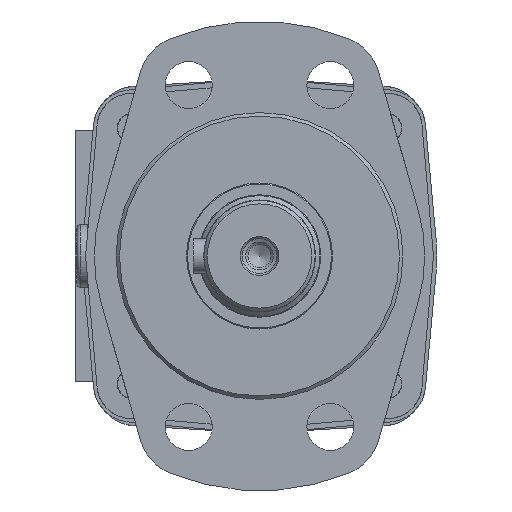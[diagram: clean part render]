
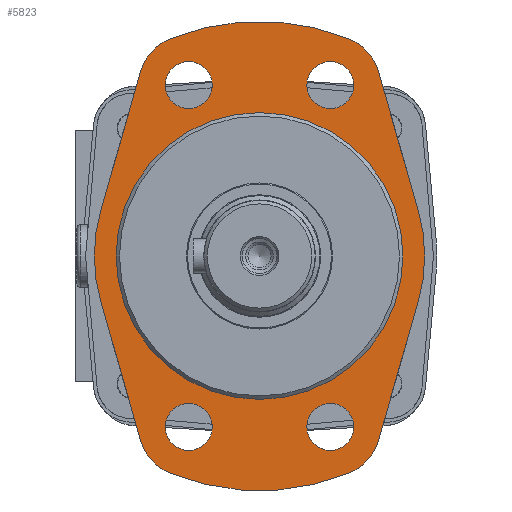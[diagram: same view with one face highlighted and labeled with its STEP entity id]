
A CAD part, left-side view. The second image highlights one B-rep face of the part: STEP entity #5823.
In plain terms, the highlighted planar face has unit normal (-1, 0, 0).
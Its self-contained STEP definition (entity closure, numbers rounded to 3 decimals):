
#302=PLANE('',#6656);
#377=FACE_BOUND('',#1085,.T.);
#378=FACE_BOUND('',#1086,.T.);
#379=FACE_BOUND('',#1087,.T.);
#380=FACE_BOUND('',#1088,.T.);
#381=FACE_BOUND('',#1089,.T.);
#706=FACE_OUTER_BOUND('',#1084,.T.);
#1084=EDGE_LOOP('',(#5124,#5125,#5126,#5127,#5128,#5129,#5130,#5131,#5132,
#5133,#5134,#5135));
#1085=EDGE_LOOP('',(#5136));
#1086=EDGE_LOOP('',(#5137));
#1087=EDGE_LOOP('',(#5138));
#1088=EDGE_LOOP('',(#5139));
#1089=EDGE_LOOP('',(#5140));
#1484=LINE('',#10284,#1895);
#1493=LINE('',#10307,#1904);
#1504=LINE('',#10334,#1915);
#1513=LINE('',#10357,#1924);
#1895=VECTOR('',#8125,1000.);
#1904=VECTOR('',#8136,1000.);
#1915=VECTOR('',#8149,1000.);
#1924=VECTOR('',#8160,1000.);
#2246=CIRCLE('',#6631,14.5);
#2248=CIRCLE('',#6634,67.5);
#2250=CIRCLE('',#6637,14.5);
#2252=CIRCLE('',#6640,47.5);
#2254=CIRCLE('',#6643,14.5);
#2255=CIRCLE('',#6645,67.5);
#2256=CIRCLE('',#6647,14.5);
#2257=CIRCLE('',#6649,47.5);
#2263=CIRCLE('',#6657,41.25);
#2264=CIRCLE('',#6658,6.75);
#2265=CIRCLE('',#6659,6.75);
#2266=CIRCLE('',#6660,6.75);
#2267=CIRCLE('',#6661,6.75);
#2748=VERTEX_POINT('',#10281);
#2749=VERTEX_POINT('',#10283);
#2758=VERTEX_POINT('',#10304);
#2759=VERTEX_POINT('',#10306);
#2770=VERTEX_POINT('',#10331);
#2771=VERTEX_POINT('',#10333);
#2780=VERTEX_POINT('',#10354);
#2781=VERTEX_POINT('',#10356);
#2828=VERTEX_POINT('',#10566);
#2830=VERTEX_POINT('',#10572);
#2832=VERTEX_POINT('',#10584);
#2833=VERTEX_POINT('',#10588);
#2836=VERTEX_POINT('',#10604);
#2837=VERTEX_POINT('',#10606);
#2838=VERTEX_POINT('',#10608);
#2839=VERTEX_POINT('',#10610);
#2840=VERTEX_POINT('',#10612);
#3517=EDGE_CURVE('',#2748,#2749,#1484,.T.);
#3527=EDGE_CURVE('',#2758,#2759,#1493,.T.);
#3539=EDGE_CURVE('',#2770,#2771,#1504,.T.);
#3549=EDGE_CURVE('',#2780,#2781,#1513,.T.);
#3608=EDGE_CURVE('',#2781,#2828,#2246,.T.);
#3611=EDGE_CURVE('',#2828,#2830,#2248,.T.);
#3614=EDGE_CURVE('',#2830,#2748,#2250,.T.);
#3616=EDGE_CURVE('',#2749,#2758,#2252,.T.);
#3618=EDGE_CURVE('',#2759,#2832,#2254,.T.);
#3620=EDGE_CURVE('',#2832,#2833,#2255,.T.);
#3622=EDGE_CURVE('',#2833,#2770,#2256,.T.);
#3623=EDGE_CURVE('',#2771,#2780,#2257,.T.);
#3629=EDGE_CURVE('',#2836,#2836,#2263,.F.);
#3630=EDGE_CURVE('',#2837,#2837,#2264,.T.);
#3631=EDGE_CURVE('',#2838,#2838,#2265,.T.);
#3632=EDGE_CURVE('',#2839,#2839,#2266,.T.);
#3633=EDGE_CURVE('',#2840,#2840,#2267,.T.);
#5124=ORIENTED_EDGE('',*,*,#3608,.F.);
#5125=ORIENTED_EDGE('',*,*,#3549,.F.);
#5126=ORIENTED_EDGE('',*,*,#3623,.F.);
#5127=ORIENTED_EDGE('',*,*,#3539,.F.);
#5128=ORIENTED_EDGE('',*,*,#3622,.F.);
#5129=ORIENTED_EDGE('',*,*,#3620,.F.);
#5130=ORIENTED_EDGE('',*,*,#3618,.F.);
#5131=ORIENTED_EDGE('',*,*,#3527,.F.);
#5132=ORIENTED_EDGE('',*,*,#3616,.F.);
#5133=ORIENTED_EDGE('',*,*,#3517,.F.);
#5134=ORIENTED_EDGE('',*,*,#3614,.F.);
#5135=ORIENTED_EDGE('',*,*,#3611,.F.);
#5136=ORIENTED_EDGE('',*,*,#3629,.F.);
#5137=ORIENTED_EDGE('',*,*,#3630,.T.);
#5138=ORIENTED_EDGE('',*,*,#3631,.T.);
#5139=ORIENTED_EDGE('',*,*,#3632,.T.);
#5140=ORIENTED_EDGE('',*,*,#3633,.T.);
#5823=ADVANCED_FACE('',(#706,#377,#378,#379,#380,#381),#302,.F.);
#6631=AXIS2_PLACEMENT_3D('',#10567,#8236,#8237);
#6634=AXIS2_PLACEMENT_3D('',#10573,#8243,#8244);
#6637=AXIS2_PLACEMENT_3D('',#10578,#8250,#8251);
#6640=AXIS2_PLACEMENT_3D('',#10581,#8256,#8257);
#6643=AXIS2_PLACEMENT_3D('',#10585,#8262,#8263);
#6645=AXIS2_PLACEMENT_3D('',#10589,#8267,#8268);
#6647=AXIS2_PLACEMENT_3D('',#10592,#8272,#8273);
#6649=AXIS2_PLACEMENT_3D('',#10594,#8276,#8277);
#6656=AXIS2_PLACEMENT_3D('',#10603,#8290,#8291);
#6657=AXIS2_PLACEMENT_3D('',#10605,#8292,#8293);
#6658=AXIS2_PLACEMENT_3D('',#10607,#8294,#8295);
#6659=AXIS2_PLACEMENT_3D('',#10609,#8296,#8297);
#6660=AXIS2_PLACEMENT_3D('',#10611,#8298,#8299);
#6661=AXIS2_PLACEMENT_3D('',#10613,#8300,#8301);
#8125=DIRECTION('',(0.,-0.276,-0.961));
#8136=DIRECTION('',(0.,0.276,-0.961));
#8149=DIRECTION('',(0.,0.276,0.961));
#8160=DIRECTION('',(0.,-0.276,0.961));
#8236=DIRECTION('center_axis',(1.,0.,0.));
#8237=DIRECTION('ref_axis',(0.,0.,-1.));
#8243=DIRECTION('center_axis',(1.,0.,0.));
#8244=DIRECTION('ref_axis',(0.,0.,-1.));
#8250=DIRECTION('center_axis',(1.,0.,0.));
#8251=DIRECTION('ref_axis',(0.,0.,-1.));
#8256=DIRECTION('center_axis',(1.,0.,0.));
#8257=DIRECTION('ref_axis',(0.,0.,-1.));
#8262=DIRECTION('center_axis',(1.,0.,0.));
#8263=DIRECTION('ref_axis',(0.,0.,-1.));
#8267=DIRECTION('center_axis',(1.,0.,0.));
#8268=DIRECTION('ref_axis',(0.,0.,-1.));
#8272=DIRECTION('center_axis',(1.,0.,0.));
#8273=DIRECTION('ref_axis',(0.,0.,-1.));
#8276=DIRECTION('center_axis',(1.,0.,0.));
#8277=DIRECTION('ref_axis',(0.,0.,-1.));
#8290=DIRECTION('center_axis',(1.,0.,0.));
#8291=DIRECTION('ref_axis',(0.,0.,-1.));
#8292=DIRECTION('center_axis',(1.,0.,0.));
#8293=DIRECTION('ref_axis',(0.,0.,-1.));
#8294=DIRECTION('center_axis',(1.,0.,0.));
#8295=DIRECTION('ref_axis',(0.,0.,-1.));
#8296=DIRECTION('center_axis',(1.,0.,0.));
#8297=DIRECTION('ref_axis',(0.,0.,-1.));
#8298=DIRECTION('center_axis',(1.,0.,0.));
#8299=DIRECTION('ref_axis',(0.,0.,-1.));
#8300=DIRECTION('center_axis',(1.,0.,0.));
#8301=DIRECTION('ref_axis',(0.,0.,-1.));
#10281=CARTESIAN_POINT('',(0.,-34.217,52.966));
#10283=CARTESIAN_POINT('',(0.,-45.657,13.102));
#10284=CARTESIAN_POINT('',(0.,-34.217,52.966));
#10304=CARTESIAN_POINT('',(0.,-45.657,-13.102));
#10306=CARTESIAN_POINT('',(0.,-34.217,-52.966));
#10307=CARTESIAN_POINT('',(0.,-45.657,-13.102));
#10331=CARTESIAN_POINT('',(0.,34.217,-52.966));
#10333=CARTESIAN_POINT('',(0.,45.657,-13.102));
#10334=CARTESIAN_POINT('',(0.,34.217,-52.966));
#10354=CARTESIAN_POINT('',(0.,45.657,13.102));
#10356=CARTESIAN_POINT('',(0.,34.217,52.966));
#10357=CARTESIAN_POINT('',(0.,45.657,13.102));
#10566=CARTESIAN_POINT('',(0.,25.828,62.363));
#10567=CARTESIAN_POINT('Origin',(0.,20.28,48.967));
#10572=CARTESIAN_POINT('',(0.,-25.828,62.363));
#10573=CARTESIAN_POINT('Origin',(0.,0.,0.));
#10578=CARTESIAN_POINT('Origin',(0.,-20.28,48.967));
#10581=CARTESIAN_POINT('Origin',(0.,0.,0.));
#10584=CARTESIAN_POINT('',(0.,-25.828,-62.363));
#10585=CARTESIAN_POINT('Origin',(0.,-20.28,-48.967));
#10588=CARTESIAN_POINT('',(0.,25.828,-62.363));
#10589=CARTESIAN_POINT('Origin',(0.,0.,0.));
#10592=CARTESIAN_POINT('Origin',(0.,20.28,-48.967));
#10594=CARTESIAN_POINT('Origin',(0.,0.,0.));
#10603=CARTESIAN_POINT('Origin',(0.,20.28,48.967));
#10604=CARTESIAN_POINT('',(0.,0.,41.25));
#10605=CARTESIAN_POINT('Origin',(0.,0.,0.));
#10606=CARTESIAN_POINT('',(0.,-20.359,55.9));
#10607=CARTESIAN_POINT('Origin',(0.,-20.359,
49.15));
#10608=CARTESIAN_POINT('',(0.,20.359,-42.4));
#10609=CARTESIAN_POINT('Origin',(0.,20.359,
-49.15));
#10610=CARTESIAN_POINT('',(0.,-20.359,-42.4));
#10611=CARTESIAN_POINT('Origin',(0.,-20.359,
-49.15));
#10612=CARTESIAN_POINT('',(0.,20.359,55.9));
#10613=CARTESIAN_POINT('Origin',(0.,20.359,49.15));
